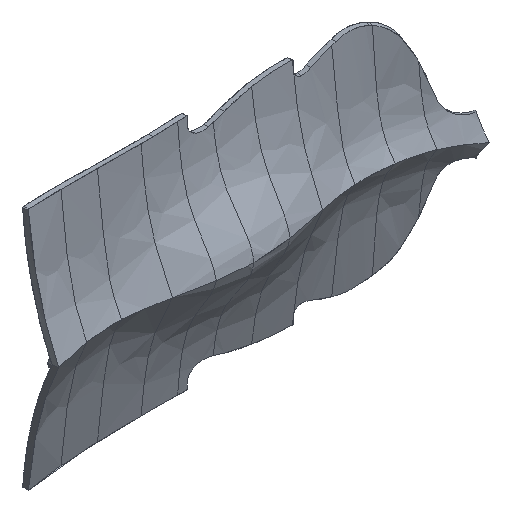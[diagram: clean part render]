
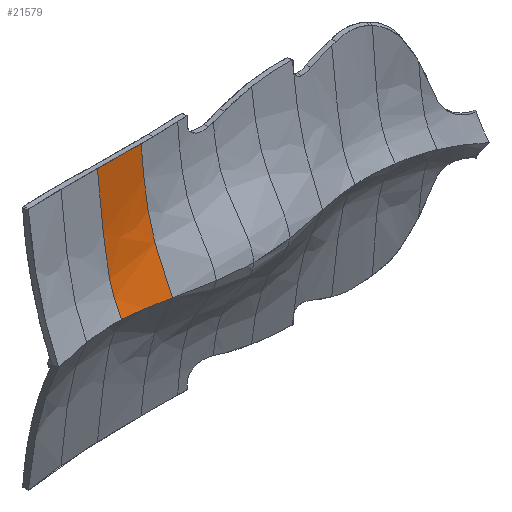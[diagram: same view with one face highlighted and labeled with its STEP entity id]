
A CAD part, isometric view. The second image highlights one B-rep face of the part: STEP entity #21579.
In plain terms, the highlighted free-form (B-spline) face has degree [3, 3] with [4, 5] control points.
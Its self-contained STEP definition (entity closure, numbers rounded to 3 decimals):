
#7731=CARTESIAN_POINT('',(1187.709,1003.385,-2504.107));
#7732=CARTESIAN_POINT('',(1187.709,1016.258,-2469.467));
#7733=CARTESIAN_POINT('',(1187.709,1043.353,-2435.184));
#7734=CARTESIAN_POINT('',(1187.709,1055.244,-2336.724));
#7735=CARTESIAN_POINT('',(1187.709,1058.58,-2295.718));
#7744=CARTESIAN_POINT('',(1187.709,1058.58,-2295.718));
#7745=CARTESIAN_POINT('',(1179.802,1058.51,-2295.698));
#7746=CARTESIAN_POINT('',(1163.502,1058.376,-2295.627));
#7747=CARTESIAN_POINT('',(1137.63,1058.213,-2295.314));
#7748=CARTESIAN_POINT('',(1119.337,1058.132,-2294.979));
#7749=CARTESIAN_POINT('',(1109.934,1058.103,-2294.754));
#7751=CARTESIAN_POINT('',(1109.934,1015.222,-2504.107));
#7752=CARTESIAN_POINT('',(1109.934,1034.042,-2471.372));
#7753=CARTESIAN_POINT('',(1109.934,1042.43,-2434.518));
#7754=CARTESIAN_POINT('',(1109.934,1054.348,-2336.127));
#7755=CARTESIAN_POINT('',(1109.934,1058.103,-2294.754));
#7757=CARTESIAN_POINT('',(1187.709,1003.385,-2504.107));
#7758=CARTESIAN_POINT('',(1178.025,1005.064,-2504.107));
#7759=CARTESIAN_POINT('',(1159.356,1008.765,-2504.108));
#7760=CARTESIAN_POINT('',(1133.363,1013.389,-2504.107));
#7761=CARTESIAN_POINT('',(1117.506,1014.938,-2504.107));
#7762=CARTESIAN_POINT('',(1109.934,1015.222,-2504.107));
#11077=VERTEX_POINT('',#7731);
#11078=VERTEX_POINT('',#7735);
#11079=VERTEX_POINT('',#7751);
#11080=VERTEX_POINT('',#7755);
#21550=CARTESIAN_POINT('',(1188.484,1002.582,
-2505.939));
#21551=CARTESIAN_POINT('',(1188.484,1015.495,
-2470.157));
#21552=CARTESIAN_POINT('',(1188.484,1043.528,
-2435.852));
#21553=CARTESIAN_POINT('',(1188.484,1055.499,
-2334.692));
#21554=CARTESIAN_POINT('',(1188.484,1058.839,
-2292.587));
#21555=CARTESIAN_POINT('',(1162.07,1006.806,
-2506.49));
#21556=CARTESIAN_POINT('',(1162.07,1021.964,
-2471.027));
#21557=CARTESIAN_POINT('',(1162.07,1042.804,
-2436.666));
#21558=CARTESIAN_POINT('',(1162.07,1055.056,
-2334.947));
#21559=CARTESIAN_POINT('',(1162.07,1058.602,
-2292.705));
#21560=CARTESIAN_POINT('',(1135.637,1012.577,
-2507.26));
#21561=CARTESIAN_POINT('',(1135.637,1032.434,
-2472.618));
#21562=CARTESIAN_POINT('',(1135.637,1042.769,
-2437.546));
#21563=CARTESIAN_POINT('',(1135.637,1054.732,
-2335.204));
#21564=CARTESIAN_POINT('',(1135.637,1058.405,
-2292.82));
#21565=CARTESIAN_POINT('',(1109.156,1013.352,
-2507.363));
#21566=CARTESIAN_POINT('',(1109.156,1033.76,
-2472.782));
#21567=CARTESIAN_POINT('',(1109.156,1042.243,
-2436.129));
#21568=CARTESIAN_POINT('',(1109.156,1054.511,
-2334.709));
#21569=CARTESIAN_POINT('',(1109.156,1058.295,
-2292.584));
#21570=B_SPLINE_SURFACE_WITH_KNOTS('',3,3,((#21550,#21551,#21552,#21553,#21554),
(#21555,#21556,#21557,#21558,#21559),(#21560,#21561,#21562,#21563,#21564),(
#21565,#21566,#21567,#21568,#21569)),.UNSPECIFIED.,.F.,.F.,.F.,(4,4),(4,1,4),(
0.715,0.824),(0.015,0.5,
0.83),.UNSPECIFIED.);
#21571=ORIENTED_EDGE('',*,*,#21544,.T.);
#21573=ORIENTED_EDGE('',*,*,#21572,.T.);
#21575=ORIENTED_EDGE('',*,*,#21574,.F.);
#21576=ORIENTED_EDGE('',*,*,#14612,.F.);
#21577=EDGE_LOOP('',(#21571,#21573,#21575,#21576));
#21578=FACE_OUTER_BOUND('',#21577,.F.);
#7736=B_SPLINE_CURVE_WITH_KNOTS('',3,(#7731,#7732,#7733,#7734,#7735),
.UNSPECIFIED.,.F.,.F.,(4,1,4),(0.,0.597,1.),.UNSPECIFIED.);
#7750=B_SPLINE_CURVE_WITH_KNOTS('',3,(#7744,#7745,#7746,#7747,#7748,#7749),
.UNSPECIFIED.,.F.,.F.,(4,1,1,4),(0.,0.333,0.667,1.),
.UNSPECIFIED.);
#7756=B_SPLINE_CURVE_WITH_KNOTS('',3,(#7751,#7752,#7753,#7754,#7755),
.UNSPECIFIED.,.F.,.F.,(4,1,4),(0.,0.591,1.),.UNSPECIFIED.);
#7763=B_SPLINE_CURVE_WITH_KNOTS('',3,(#7757,#7758,#7759,#7760,#7761,#7762),
.UNSPECIFIED.,.F.,.F.,(4,1,1,4),(0.,0.333,0.667,1.),
.UNSPECIFIED.);
#14612=EDGE_CURVE('',#11077,#11079,#7763,.T.);
#21544=EDGE_CURVE('',#11077,#11078,#7736,.T.);
#21572=EDGE_CURVE('',#11078,#11080,#7750,.T.);
#21574=EDGE_CURVE('',#11079,#11080,#7756,.T.);
#21579=ADVANCED_FACE('',(#21578),#21570,.T.);
